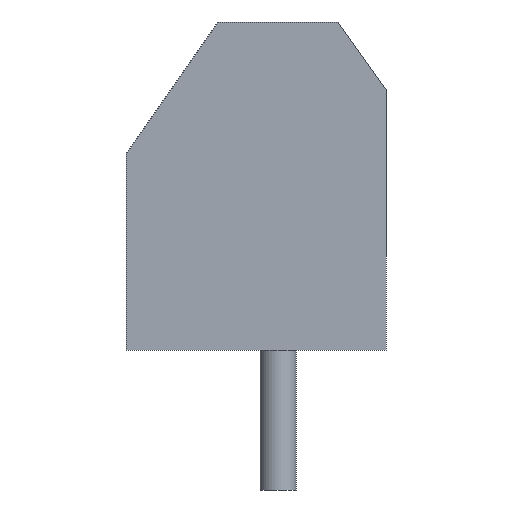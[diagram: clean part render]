
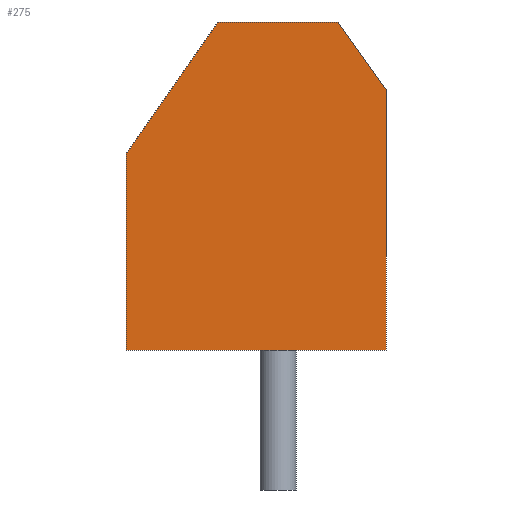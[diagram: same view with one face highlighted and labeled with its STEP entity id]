
A CAD part, left-side view. The second image highlights one B-rep face of the part: STEP entity #275.
In plain terms, the highlighted planar face has unit normal (-1, 0, 0).
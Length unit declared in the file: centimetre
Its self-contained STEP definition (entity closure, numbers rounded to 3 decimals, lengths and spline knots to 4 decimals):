
#81=VECTOR('',#324,1.);
#85=VECTOR('',#329,1.);
#88=VECTOR('',#333,1.);
#91=VECTOR('',#337,1.);
#94=VECTOR('',#341,1.);
#96=VECTOR('',#344,1.);
#99=LINE('',#379,#81);
#103=LINE('',#387,#85);
#106=LINE('',#393,#88);
#109=LINE('',#399,#91);
#112=LINE('',#405,#94);
#114=LINE('',#408,#96);
#125=PLANE('',#295);
#134=VERTEX_POINT('',#378);
#135=VERTEX_POINT('',#380);
#137=VERTEX_POINT('',#386);
#139=VERTEX_POINT('',#392);
#141=VERTEX_POINT('',#398);
#143=VERTEX_POINT('',#404);
#158=EDGE_CURVE('',#135,#134,#99,.T.);
#162=EDGE_CURVE('',#134,#137,#103,.T.);
#165=EDGE_CURVE('',#137,#139,#106,.T.);
#168=EDGE_CURVE('',#139,#141,#109,.T.);
#171=EDGE_CURVE('',#141,#143,#112,.T.);
#173=EDGE_CURVE('',#143,#135,#114,.T.);
#216=ORIENTED_EDGE('',*,*,#173,.T.);
#217=ORIENTED_EDGE('',*,*,#158,.T.);
#218=ORIENTED_EDGE('',*,*,#162,.T.);
#219=ORIENTED_EDGE('',*,*,#165,.T.);
#220=ORIENTED_EDGE('',*,*,#168,.T.);
#221=ORIENTED_EDGE('',*,*,#171,.T.);
#241=EDGE_LOOP('',(#216,#217,#218,#219,#220,#221));
#261=FACE_BOUND('',#241,.T.);
#275=ADVANCED_FACE('',(#261),#125,.F.);
#295=AXIS2_PLACEMENT_3D('',#410,#346,$);
#324=DIRECTION('',(0.,0.,1.));
#329=DIRECTION('',(0.,0.577,0.817));
#333=DIRECTION('',(0.,1.,0.));
#337=DIRECTION('',(0.,0.572,-0.82));
#341=DIRECTION('',(0.,0.,-1.));
#344=DIRECTION('',(0.,-1.,0.));
#346=DIRECTION('',(1.,0.,0.));
#378=CARTESIAN_POINT('',(-0.175,-0.27,0.7942));
#379=CARTESIAN_POINT('',(-0.175,-0.27,0.1442));
#380=CARTESIAN_POINT('',(-0.175,-0.27,0.1442));
#386=CARTESIAN_POINT('',(-0.175,-0.15,0.9642));
#387=CARTESIAN_POINT('',(-0.175,-0.27,0.7942));
#392=CARTESIAN_POINT('',(-0.175,0.15,0.9642));
#393=CARTESIAN_POINT('',(-0.175,-0.15,0.9642));
#398=CARTESIAN_POINT('',(-0.175,0.38,0.6342));
#399=CARTESIAN_POINT('',(-0.175,0.15,0.9642));
#404=CARTESIAN_POINT('',(-0.175,0.38,0.1442));
#405=CARTESIAN_POINT('',(-0.175,0.38,0.6342));
#408=CARTESIAN_POINT('',(-0.175,0.38,0.1442));
#410=CARTESIAN_POINT('',(-0.175,0.0405,0.5122));
